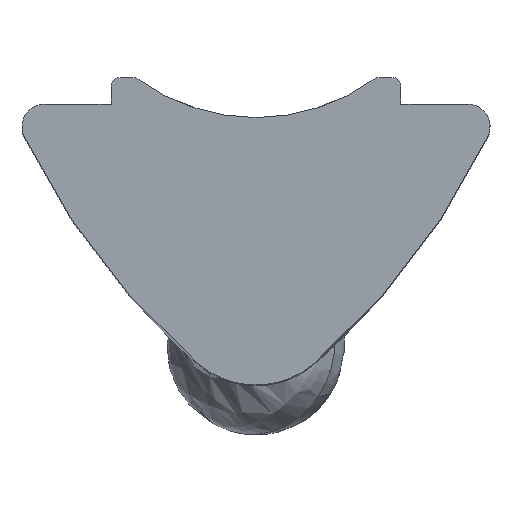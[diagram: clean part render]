
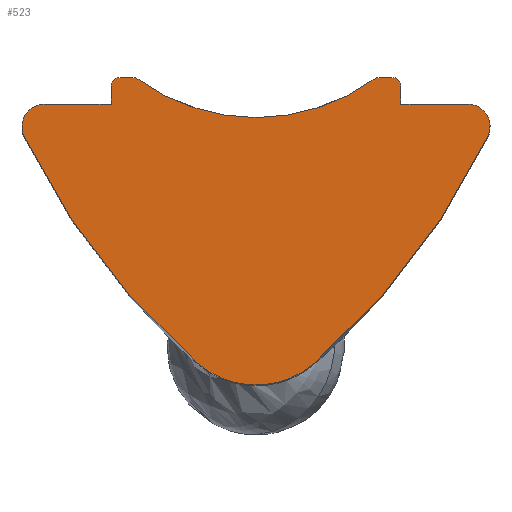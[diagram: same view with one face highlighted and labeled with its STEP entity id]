
A CAD part, top view. The second image highlights one B-rep face of the part: STEP entity #523.
In plain terms, the highlighted planar face has unit normal (0, 0, 1).
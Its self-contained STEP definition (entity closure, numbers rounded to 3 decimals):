
#10 = AXIS2_PLACEMENT_3D ( 'NONE', #779, #2112, #963 ) ;
#47 = EDGE_CURVE ( 'NONE', #2025, #2418, #1507, .T. ) ;
#53 = AXIS2_PLACEMENT_3D ( 'NONE', #2387, #1229, #57 ) ;
#54 = DIRECTION ( 'NONE',  ( -1., 0., 0. ) ) ;
#57 = DIRECTION ( 'NONE',  ( -1., 0., 0. ) ) ;
#64 = VERTEX_POINT ( 'NONE', #2039 ) ;
#78 = DIRECTION ( 'NONE',  ( 0., 0., -1. ) ) ;
#81 = EDGE_CURVE ( 'NONE', #647, #650, #1773, .T. ) ;
#83 = CARTESIAN_POINT ( 'NONE',  ( 3.05, 0.6, 8.5 ) ) ;
#116 = CARTESIAN_POINT ( 'NONE',  ( 4.75, 0., 8.5 ) ) ;
#123 = CARTESIAN_POINT ( 'NONE',  ( 3.25, 0., 8.5 ) ) ;
#131 = CARTESIAN_POINT ( 'NONE',  ( -3.05, 0.4, 8.5 ) ) ;
#142 = DIRECTION ( 'NONE',  ( 0., 0., -1. ) ) ;
#160 = CARTESIAN_POINT ( 'NONE',  ( 2.766, 0.6, 8.5 ) ) ;
#168 = LINE ( 'NONE', #269, #2170 ) ;
#173 = ORIENTED_EDGE ( 'NONE', *, *, #81, .F. ) ;
#193 = AXIS2_PLACEMENT_3D ( 'NONE', #2171, #142, #207 ) ;
#207 = DIRECTION ( 'NONE',  ( -1., 0., 0. ) ) ;
#237 = EDGE_CURVE ( 'NONE', #2461, #2418, #1503, .T. ) ;
#255 = CARTESIAN_POINT ( 'NONE',  ( -1.315, -5.807, 8.5 ) ) ;
#269 = CARTESIAN_POINT ( 'NONE',  ( -3.25, 0.6, 8.5 ) ) ;
#291 = DIRECTION ( 'NONE',  ( 0., 0., -1. ) ) ;
#306 = CARTESIAN_POINT ( 'NONE',  ( -3.25, 0., 8.5 ) ) ;
#309 = DIRECTION ( 'NONE',  ( -1., 0., 0. ) ) ;
#313 = DIRECTION ( 'NONE',  ( 0., 0., 1. ) ) ;
#315 = DIRECTION ( 'NONE',  ( -1., 0., 0. ) ) ;
#317 = VERTEX_POINT ( 'NONE', #2116 ) ;
#364 = DIRECTION ( 'NONE',  ( 0., 0., -1. ) ) ;
#375 = CIRCLE ( 'NONE', #548, 0.5 ) ;
#379 = AXIS2_PLACEMENT_3D ( 'NONE', #1547, #399, #1738 ) ;
#399 = DIRECTION ( 'NONE',  ( 0., 0., -1. ) ) ;
#418 = CARTESIAN_POINT ( 'NONE',  ( -3.25, 0., 8.5 ) ) ;
#452 = CARTESIAN_POINT ( 'NONE',  ( -4.75, -0.5, 8.5 ) ) ;
#468 = CIRCLE ( 'NONE', #1861, 0.2 ) ;
#502 = EDGE_CURVE ( 'NONE', #64, #2072, #848, .T. ) ;
#509 = CIRCLE ( 'NONE', #542, 0.5 ) ;
#523 = ADVANCED_FACE ( 'NONE', ( #1383 ), #716, .T. ) ;
#524 = CARTESIAN_POINT ( 'NONE',  ( -3.05, 0.6, 8.5 ) ) ;
#542 = AXIS2_PLACEMENT_3D ( 'NONE', #1736, #596, #1929 ) ;
#548 = AXIS2_PLACEMENT_3D ( 'NONE', #452, #1789, #657 ) ;
#552 = VERTEX_POINT ( 'NONE', #306 ) ;
#582 = CARTESIAN_POINT ( 'NONE',  ( 4.75, 0., 8.5 ) ) ;
#596 = DIRECTION ( 'NONE',  ( 0., 0., -1. ) ) ;
#613 = DIRECTION ( 'NONE',  ( 0., -1., 0. ) ) ;
#647 = VERTEX_POINT ( 'NONE', #2053 ) ;
#649 = CARTESIAN_POINT ( 'NONE',  ( 3.25, 0., 8.5 ) ) ;
#650 = VERTEX_POINT ( 'NONE', #524 ) ;
#657 = DIRECTION ( 'NONE',  ( -1., 0., 0. ) ) ;
#697 = CARTESIAN_POINT ( 'NONE',  ( -4.75, 0., 8.5 ) ) ;
#710 = EDGE_CURVE ( 'NONE', #843, #650, #168, .T. ) ;
#716 = PLANE ( 'NONE',  #2254 ) ;
#759 = VERTEX_POINT ( 'NONE', #2021 ) ;
#763 = DIRECTION ( 'NONE',  ( 0., 0., -1. ) ) ;
#779 = CARTESIAN_POINT ( 'NONE',  ( -9.203, 6.25, 8.5 ) ) ;
#820 = CARTESIAN_POINT ( 'NONE',  ( -2.648, 0.562, 8.5 ) ) ;
#830 = AXIS2_PLACEMENT_3D ( 'NONE', #1897, #763, #2091 ) ;
#843 = VERTEX_POINT ( 'NONE', #1256 ) ;
#846 = AXIS2_PLACEMENT_3D ( 'NONE', #131, #364, #309 ) ;
#848 = CIRCLE ( 'NONE', #2302, 0.2 ) ;
#876 = ORIENTED_EDGE ( 'NONE', *, *, #502, .F. ) ;
#897 = VECTOR ( 'NONE', #1224, 1000. ) ;
#926 = CARTESIAN_POINT ( 'NONE',  ( 3.25, 0.4, 8.5 ) ) ;
#933 = VECTOR ( 'NONE', #613, 1000. ) ;
#939 = AXIS2_PLACEMENT_3D ( 'NONE', #2187, #1034, #2381 ) ;
#941 = ORIENTED_EDGE ( 'NONE', *, *, #2507, .F. ) ;
#963 = DIRECTION ( 'NONE',  ( -1., 0., 0. ) ) ;
#981 = LINE ( 'NONE', #2406, #1484 ) ;
#996 = CIRCLE ( 'NONE', #379, 4.5 ) ;
#1003 = ORIENTED_EDGE ( 'NONE', *, *, #2512, .T. ) ;
#1009 = EDGE_CURVE ( 'NONE', #317, #1405, #2165, .T. ) ;
#1010 = VERTEX_POINT ( 'NONE', #2485 ) ;
#1034 = DIRECTION ( 'NONE',  ( 0., 0., 1. ) ) ;
#1054 = ORIENTED_EDGE ( 'NONE', *, *, #1123, .T. ) ;
#1060 = ORIENTED_EDGE ( 'NONE', *, *, #1909, .F. ) ;
#1123 = EDGE_CURVE ( 'NONE', #64, #1678, #996, .T. ) ;
#1186 = ORIENTED_EDGE ( 'NONE', *, *, #1865, .T. ) ;
#1209 = EDGE_CURVE ( 'NONE', #647, #552, #2006, .T. ) ;
#1210 = ORIENTED_EDGE ( 'NONE', *, *, #2311, .T. ) ;
#1224 = DIRECTION ( 'NONE',  ( -1., 0., 0. ) ) ;
#1229 = DIRECTION ( 'NONE',  ( 0., 0., 1. ) ) ;
#1248 = CARTESIAN_POINT ( 'NONE',  ( 2.766, 0.4, 8.5 ) ) ;
#1256 = CARTESIAN_POINT ( 'NONE',  ( -2.766, 0.6, 8.5 ) ) ;
#1295 = EDGE_LOOP ( 'NONE', ( #1054, #1060, #1994, #173, #2466, #1944, #941, #2321, #2115, #1314, #1762, #1003, #1210, #2162, #2385, #1186, #876 ) ) ;
#1314 = ORIENTED_EDGE ( 'NONE', *, *, #1009, .F. ) ;
#1383 = FACE_OUTER_BOUND ( 'NONE', #1295, .T. ) ;
#1396 = EDGE_CURVE ( 'NONE', #1010, #1405, #2260, .T. ) ;
#1398 = CARTESIAN_POINT ( 'NONE',  ( 5.2, -0.718, 8.5 ) ) ;
#1405 = VERTEX_POINT ( 'NONE', #255 ) ;
#1438 = DIRECTION ( 'NONE',  ( -1., 0., 0. ) ) ;
#1446 = CARTESIAN_POINT ( 'NONE',  ( -2.766, 0.4, 8.5 ) ) ;
#1474 = CARTESIAN_POINT ( 'NONE',  ( -4.75, -0.5, 8.5 ) ) ;
#1484 = VECTOR ( 'NONE', #54, 1000. ) ;
#1503 = LINE ( 'NONE', #123, #2008 ) ;
#1507 = CIRCLE ( 'NONE', #193, 0.2 ) ;
#1530 = EDGE_CURVE ( 'NONE', #2215, #317, #1586, .T. ) ;
#1547 = CARTESIAN_POINT ( 'NONE',  ( 0., 4.2, 8.5 ) ) ;
#1548 = VECTOR ( 'NONE', #315, 1000. ) ;
#1586 = CIRCLE ( 'NONE', #10, 16. ) ;
#1618 = DIRECTION ( 'NONE',  ( -1., 0., 0. ) ) ;
#1643 = DIRECTION ( 'NONE',  ( -1., 0., 0. ) ) ;
#1649 = EDGE_CURVE ( 'NONE', #1010, #759, #509, .T. ) ;
#1671 = DIRECTION ( 'NONE',  ( 1., 0., 0. ) ) ;
#1678 = VERTEX_POINT ( 'NONE', #820 ) ;
#1736 = CARTESIAN_POINT ( 'NONE',  ( -4.75, -0.5, 8.5 ) ) ;
#1738 = DIRECTION ( 'NONE',  ( -1., 0., 0. ) ) ;
#1762 = ORIENTED_EDGE ( 'NONE', *, *, #1530, .F. ) ;
#1773 = CIRCLE ( 'NONE', #846, 0.2 ) ;
#1789 = DIRECTION ( 'NONE',  ( 0., 0., -1. ) ) ;
#1846 = EDGE_CURVE ( 'NONE', #552, #1947, #2367, .T. ) ;
#1861 = AXIS2_PLACEMENT_3D ( 'NONE', #1446, #291, #1643 ) ;
#1865 = EDGE_CURVE ( 'NONE', #2025, #2072, #981, .T. ) ;
#1897 = CARTESIAN_POINT ( 'NONE',  ( 0., -4.3, 8.5 ) ) ;
#1904 = CIRCLE ( 'NONE', #939, 0.5 ) ;
#1909 = EDGE_CURVE ( 'NONE', #843, #1678, #468, .T. ) ;
#1929 = DIRECTION ( 'NONE',  ( -1., 0., 0. ) ) ;
#1944 = ORIENTED_EDGE ( 'NONE', *, *, #1846, .T. ) ;
#1947 = VERTEX_POINT ( 'NONE', #697 ) ;
#1994 = ORIENTED_EDGE ( 'NONE', *, *, #710, .T. ) ;
#2006 = LINE ( 'NONE', #418, #933 ) ;
#2008 = VECTOR ( 'NONE', #2457, 1000. ) ;
#2021 = CARTESIAN_POINT ( 'NONE',  ( -5.25, -0.5, 8.5 ) ) ;
#2025 = VERTEX_POINT ( 'NONE', #83 ) ;
#2039 = CARTESIAN_POINT ( 'NONE',  ( 2.648, 0.562, 8.5 ) ) ;
#2053 = CARTESIAN_POINT ( 'NONE',  ( -3.25, 0.4, 8.5 ) ) ;
#2059 = LINE ( 'NONE', #116, #1548 ) ;
#2072 = VERTEX_POINT ( 'NONE', #160 ) ;
#2091 = DIRECTION ( 'NONE',  ( -1., 0., 0. ) ) ;
#2112 = DIRECTION ( 'NONE',  ( 0., 0., -1. ) ) ;
#2115 = ORIENTED_EDGE ( 'NONE', *, *, #1396, .T. ) ;
#2116 = CARTESIAN_POINT ( 'NONE',  ( 1.315, -5.807, 8.5 ) ) ;
#2162 = ORIENTED_EDGE ( 'NONE', *, *, #237, .T. ) ;
#2165 = CIRCLE ( 'NONE', #830, 2. ) ;
#2170 = VECTOR ( 'NONE', #1618, 1000. ) ;
#2171 = CARTESIAN_POINT ( 'NONE',  ( 3.05, 0.4, 8.5 ) ) ;
#2187 = CARTESIAN_POINT ( 'NONE',  ( 4.75, -0.5, 8.5 ) ) ;
#2215 = VERTEX_POINT ( 'NONE', #1398 ) ;
#2254 = AXIS2_PLACEMENT_3D ( 'NONE', #1474, #313, #1671 ) ;
#2260 = CIRCLE ( 'NONE', #53, 16. ) ;
#2302 = AXIS2_PLACEMENT_3D ( 'NONE', #1248, #78, #1438 ) ;
#2311 = EDGE_CURVE ( 'NONE', #2439, #2461, #2059, .T. ) ;
#2321 = ORIENTED_EDGE ( 'NONE', *, *, #1649, .F. ) ;
#2367 = LINE ( 'NONE', #2386, #897 ) ;
#2381 = DIRECTION ( 'NONE',  ( -1., 0., 0. ) ) ;
#2385 = ORIENTED_EDGE ( 'NONE', *, *, #47, .F. ) ;
#2386 = CARTESIAN_POINT ( 'NONE',  ( -3.25, 0., 8.5 ) ) ;
#2387 = CARTESIAN_POINT ( 'NONE',  ( 9.203, 6.25, 8.5 ) ) ;
#2406 = CARTESIAN_POINT ( 'NONE',  ( 3.25, 0.6, 8.5 ) ) ;
#2418 = VERTEX_POINT ( 'NONE', #926 ) ;
#2439 = VERTEX_POINT ( 'NONE', #582 ) ;
#2457 = DIRECTION ( 'NONE',  ( 0., 1., 0. ) ) ;
#2461 = VERTEX_POINT ( 'NONE', #649 ) ;
#2466 = ORIENTED_EDGE ( 'NONE', *, *, #1209, .T. ) ;
#2485 = CARTESIAN_POINT ( 'NONE',  ( -5.2, -0.718, 8.5 ) ) ;
#2507 = EDGE_CURVE ( 'NONE', #759, #1947, #375, .T. ) ;
#2512 = EDGE_CURVE ( 'NONE', #2215, #2439, #1904, .T. ) ;
